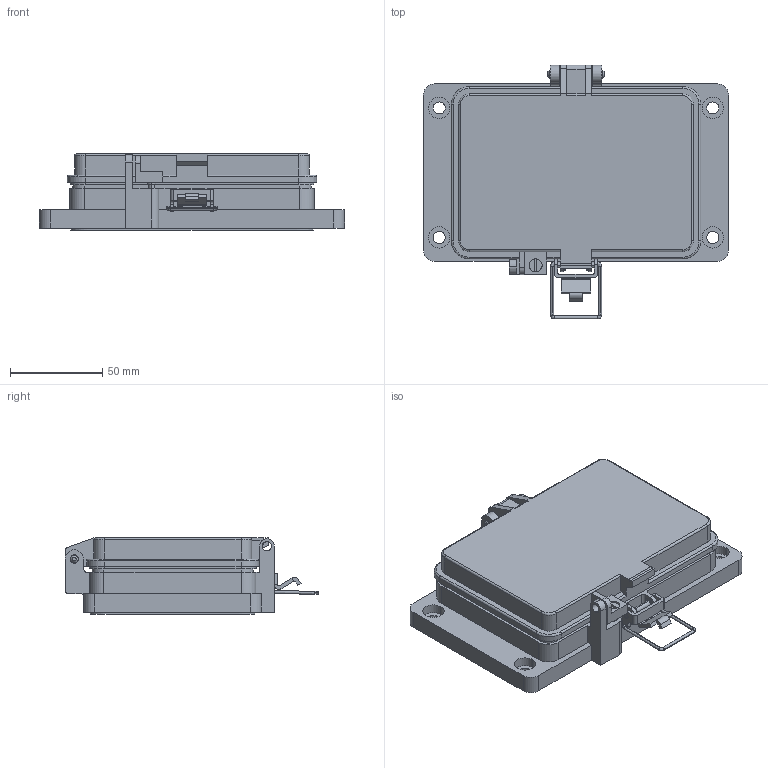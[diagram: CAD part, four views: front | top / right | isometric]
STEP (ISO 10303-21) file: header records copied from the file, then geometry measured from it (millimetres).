
FILE_DESCRIPTION (( 'STEP AP214' ), '1' );
FILE_NAME ('H-X-M4_3D.STEP', '2017-12-15T15:04:58', ( '' ), ( '' ), 'SwSTEP 2.0', 'SolidWorks 2017', '' );
FILE_SCHEMA (( 'AUTOMOTIVE_DESIGN' ));
Length unit declared in the file: inch
Products named in the file (1): H-X-M4_3D
Bounding box: 164.96 x 137.29 x 41.1 mm (x, y, z)
Volume: 168558.5 mm3; surface area: 88343.5 mm2
Topology: 10 solids, 10 shells, 484 faces, 1301 edges, 857 vertices
Faces by surface type: cylinder 235, plane 225, bspline 16, cone 8
Entity records: 20174 total; most frequent: CARTESIAN_POINT 3210, DIRECTION 2719, ORIENTED_EDGE 2602, EDGE_CURVE 1301, AXIS2_PLACEMENT_3D 966, VERTEX_POINT 857, VECTOR 787, LINE 787
